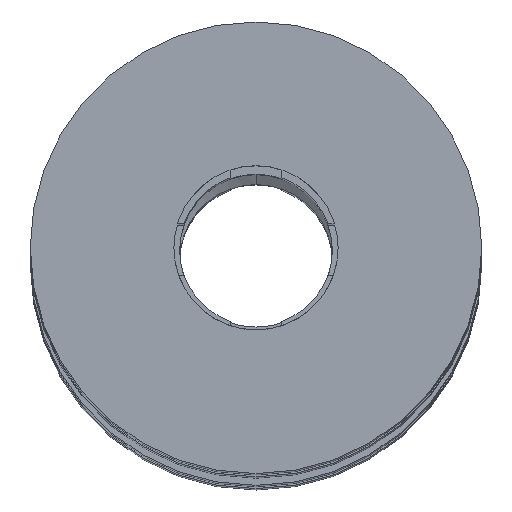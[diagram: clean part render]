
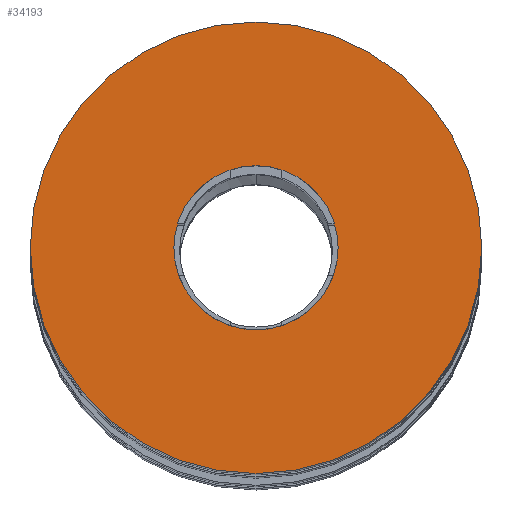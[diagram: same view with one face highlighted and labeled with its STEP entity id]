
A CAD part, top view. The second image highlights one B-rep face of the part: STEP entity #34193.
In plain terms, the highlighted face is planar.
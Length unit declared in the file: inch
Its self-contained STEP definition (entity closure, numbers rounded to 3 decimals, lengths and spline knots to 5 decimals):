
#32316=CARTESIAN_POINT('',(0.,0.,-0.251));
#32317=DIRECTION('',(0.,0.,1.));
#32318=DIRECTION('',(0.,1.,0.));
#32319=AXIS2_PLACEMENT_3D('',#32316,#32317,#32318);
#32325=CARTESIAN_POINT('',(0.,0.,-0.251));
#32326=DIRECTION('',(0.,0.,-1.));
#32327=DIRECTION('',(0.,1.,0.));
#32328=AXIS2_PLACEMENT_3D('',#32325,#32326,#32327);
#32334=CARTESIAN_POINT('',(0.,0.,-0.251));
#32335=DIRECTION('',(0.,0.,1.));
#32336=DIRECTION('',(0.,1.,0.));
#32337=AXIS2_PLACEMENT_3D('',#32334,#32335,#32336);
#32339=CARTESIAN_POINT('',(0.,0.,-0.251));
#32340=DIRECTION('',(0.,0.,-1.));
#32341=DIRECTION('',(0.,1.,0.));
#32342=AXIS2_PLACEMENT_3D('',#32339,#32340,#32341);
#34045=CARTESIAN_POINT('',(0.,0.05,-0.251));
#34046=VERTEX_POINT('',#34045);
#34047=CARTESIAN_POINT('',(0.,0.1375,-0.251));
#34049=VERTEX_POINT('',#34047);
#34052=CARTESIAN_POINT('',(0.,-0.05,-0.251));
#34054=VERTEX_POINT('',#34052);
#34055=CARTESIAN_POINT('',(0.,-0.1375,-0.251));
#34057=VERTEX_POINT('',#34055);
#34178=CARTESIAN_POINT('',(0.,0.,-0.251));
#34179=DIRECTION('',(0.,0.,1.));
#34180=DIRECTION('',(0.,1.,0.));
#34181=AXIS2_PLACEMENT_3D('',#34178,#34179,#34180);
#34182=PLANE('',#34181);
#34183=ORIENTED_EDGE('',*,*,#34171,.F.);
#34184=ORIENTED_EDGE('',*,*,#34160,.T.);
#34185=EDGE_LOOP('',(#34183,#34184));
#34186=FACE_OUTER_BOUND('',#34185,.F.);
#34188=ORIENTED_EDGE('',*,*,#34187,.F.);
#34190=ORIENTED_EDGE('',*,*,#34189,.T.);
#34191=EDGE_LOOP('',(#34188,#34190));
#34192=FACE_BOUND('',#34191,.F.);
#34193=ADVANCED_FACE('',(#34186,#34192),#34182,.F.);
#32320=CIRCLE('',#32319,0.1375);
#32329=CIRCLE('',#32328,0.1375);
#32338=CIRCLE('',#32337,0.05);
#32343=CIRCLE('',#32342,0.05);
#34160=EDGE_CURVE('',#34049,#34057,#32320,.T.);
#34171=EDGE_CURVE('',#34049,#34057,#32329,.T.);
#34187=EDGE_CURVE('',#34046,#34054,#32338,.T.);
#34189=EDGE_CURVE('',#34046,#34054,#32343,.T.);
